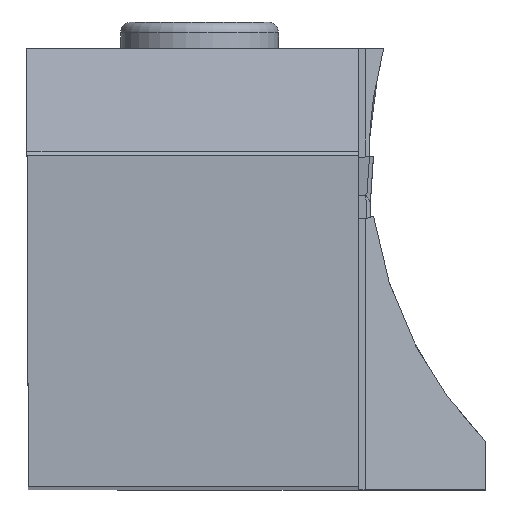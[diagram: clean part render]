
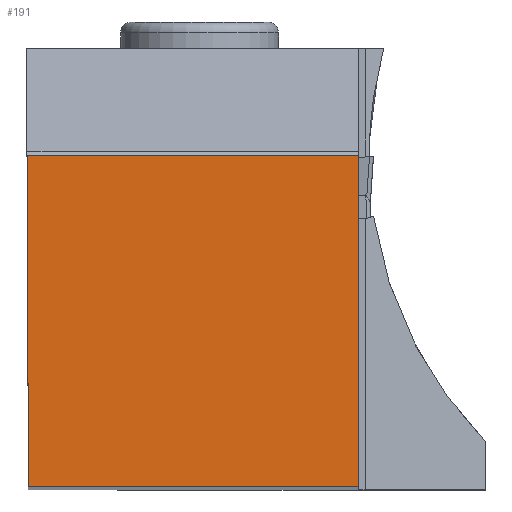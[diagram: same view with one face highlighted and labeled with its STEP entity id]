
A CAD part, top view. The second image highlights one B-rep face of the part: STEP entity #191.
In plain terms, the highlighted planar face has unit normal (0, 0, 1).
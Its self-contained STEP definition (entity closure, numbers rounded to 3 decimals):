
#191=ADVANCED_FACE('BLANK_BOXF006',(#304),#242,.F.);
#242=PLANE('',#1464);
#304=FACE_OUTER_BOUND('',#368,.T.);
#368=EDGE_LOOP('',(#665,#666,#667,#668));
#665=ORIENTED_EDGE('',*,*,#993,.T.);
#666=ORIENTED_EDGE('',*,*,#1033,.T.);
#667=ORIENTED_EDGE('',*,*,#1029,.T.);
#668=ORIENTED_EDGE('',*,*,#1024,.T.);
#846=VERTEX_POINT('',#2213);
#847=VERTEX_POINT('',#2215);
#866=VERTEX_POINT('',#2339);
#868=VERTEX_POINT('',#2348);
#993=EDGE_CURVE('',#847,#846,#1136,.T.);
#1024=EDGE_CURVE('',#866,#847,#1160,.T.);
#1029=EDGE_CURVE('',#868,#866,#1165,.T.);
#1033=EDGE_CURVE('',#846,#868,#1169,.T.);
#1136=LINE('',#2214,#1274);
#1160=LINE('',#2338,#1298);
#1165=LINE('',#2347,#1303);
#1169=LINE('',#2355,#1307);
#1274=VECTOR('',#1696,1.);
#1298=VECTOR('',#1740,1.);
#1303=VECTOR('',#1749,1.);
#1307=VECTOR('',#1755,1.);
#1464=AXIS2_PLACEMENT_3D('',#2356,#1756,#1757);
#1696=DIRECTION('',(0.,1.,0.));
#1740=DIRECTION('',(1.,0.,0.));
#1749=DIRECTION('',(0.004,-1.,0.));
#1755=DIRECTION('',(-1.,0.,0.));
#1756=DIRECTION('',(0.,0.,-1.));
#1757=DIRECTION('',(0.,-1.,0.));
#2213=CARTESIAN_POINT('',(24.875,24.875,0.));
#2214=CARTESIAN_POINT('',(24.875,-150.35,0.));
#2215=CARTESIAN_POINT('',(24.875,0.,0.));
#2338=CARTESIAN_POINT('',(-150.35,0.,0.));
#2339=CARTESIAN_POINT('',(0.109,0.,0.));
#2347=CARTESIAN_POINT('',(-0.547,150.349,0.));
#2348=CARTESIAN_POINT('',(0.,24.875,0.));
#2355=CARTESIAN_POINT('',(150.35,24.875,0.));
#2356=CARTESIAN_POINT('',(34.406,-5.,0.));
